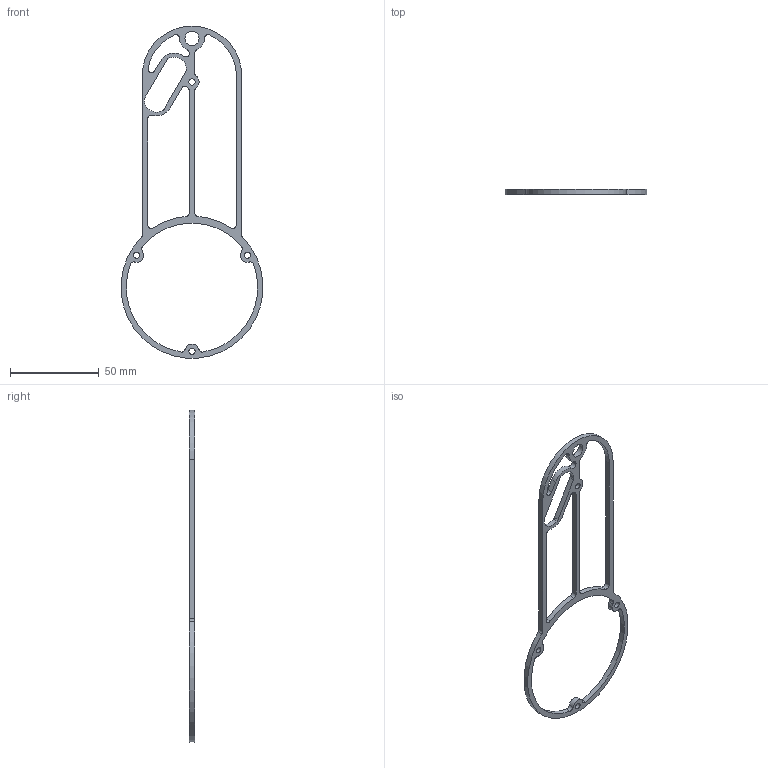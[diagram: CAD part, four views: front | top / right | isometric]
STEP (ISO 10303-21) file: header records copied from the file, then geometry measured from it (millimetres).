
FILE_DESCRIPTION(/* description */ (''),/* implementation_level */ '2;1');
FILE_NAME(/* name */ 'LowerArmFrame.stp',/* time_stamp */ '2024-04-20T20:53:53+09:00',/* author */ ('masato'),/* organization */ (''),/* preprocessor_version */ 'ST-DEVELOPER v20',/* originating_system */ 'Autodesk Inventor 2024',/* authorisation */ '');
FILE_SCHEMA (('AUTOMOTIVE_DESIGN { 1 0 10303 214 3 1 1 }'));
Length unit declared in the file: millimetre
Products named in the file (1): LowerArmFrame
Bounding box: 79.74 x 3 x 186.85 mm (x, y, z)
Volume: 6701.7 mm3; surface area: 8544.7 mm2
Topology: 1 solids, 1 shells, 66 faces, 192 edges, 128 vertices
Faces by surface type: cylinder 52, plane 14
Full cylindrical faces by diameter (mm): 3.5 x4, 8 x1
Entity records: 2321 total; most frequent: DIRECTION 430, CARTESIAN_POINT 387, ORIENTED_EDGE 384, EDGE_CURVE 192, AXIS2_PLACEMENT_3D 171, VERTEX_POINT 128, CIRCLE 104, LINE 88
